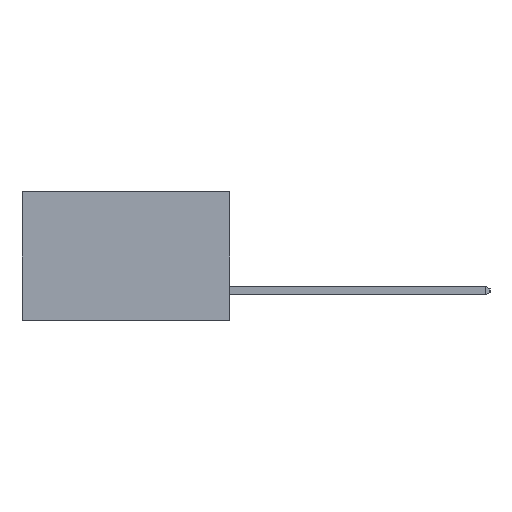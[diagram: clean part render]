
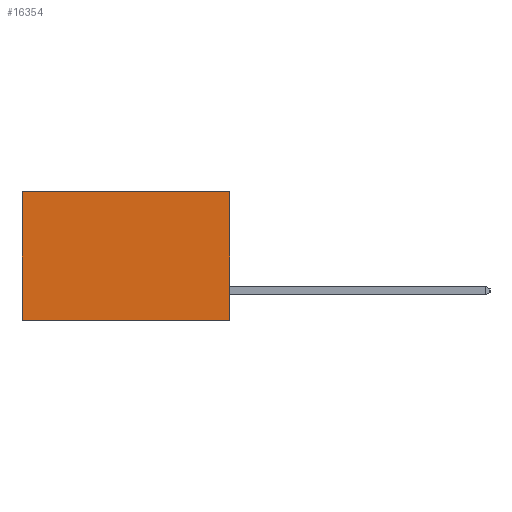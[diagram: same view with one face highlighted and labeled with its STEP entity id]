
A CAD part, left-side view. The second image highlights one B-rep face of the part: STEP entity #16354.
In plain terms, the highlighted planar face has unit normal (-1, 0, 0).
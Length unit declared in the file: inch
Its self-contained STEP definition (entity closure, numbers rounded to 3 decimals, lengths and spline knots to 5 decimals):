
#74 = CARTESIAN_POINT ( 'NONE',  ( 0.2615, 0.6, -0.37 ) ) ;
#286 = EDGE_CURVE ( 'NONE', #14198, #17326, #10809, .T. ) ;
#512 = DIRECTION ( 'NONE',  ( 0., 1., 0. ) ) ;
#1098 = DIRECTION ( 'NONE',  ( 0., 0., -1. ) ) ;
#1114 = DIRECTION ( 'NONE',  ( 1., 0., 0. ) ) ;
#1142 = CARTESIAN_POINT ( 'NONE',  ( 0.2615, 0., -0.37 ) ) ;
#1196 = PLANE ( 'NONE',  #3510 ) ;
#2596 = CARTESIAN_POINT ( 'NONE',  ( 0.2615, 0.6, 0. ) ) ;
#3510 = AXIS2_PLACEMENT_3D ( 'NONE', #1142, #1114, #1098 ) ;
#4478 = CARTESIAN_POINT ( 'NONE',  ( 0.2615, 0., -0.37 ) ) ;
#5951 = LINE ( 'NONE', #20939, #14156 ) ;
#6630 = VERTEX_POINT ( 'NONE', #7959 ) ;
#7959 = CARTESIAN_POINT ( 'NONE',  ( 0.2615, 0., 0. ) ) ;
#8100 = EDGE_CURVE ( 'NONE', #6630, #14198, #15000, .T. ) ;
#9945 = VECTOR ( 'NONE', #512, 39.37008 ) ;
#10448 = DIRECTION ( 'NONE',  ( 0., 1., 0. ) ) ;
#10484 = VECTOR ( 'NONE', #10448, 39.37008 ) ;
#10691 = CARTESIAN_POINT ( 'NONE',  ( 0.2615, 0., 0. ) ) ;
#10718 = DIRECTION ( 'NONE',  ( 0., 0., -1. ) ) ;
#10809 = LINE ( 'NONE', #18387, #14611 ) ;
#11192 = ORIENTED_EDGE ( 'NONE', *, *, #286, .T. ) ;
#11384 = ORIENTED_EDGE ( 'NONE', *, *, #20035, .F. ) ;
#12120 = CARTESIAN_POINT ( 'NONE',  ( 0.2615, 0., -0.37 ) ) ;
#12208 = FACE_OUTER_BOUND ( 'NONE', #18938, .T. ) ;
#14061 = ORIENTED_EDGE ( 'NONE', *, *, #17902, .F. ) ;
#14156 = VECTOR ( 'NONE', #20984, 39.37008 ) ;
#14198 = VERTEX_POINT ( 'NONE', #2596 ) ;
#14611 = VECTOR ( 'NONE', #10718, 39.37008 ) ;
#14739 = LINE ( 'NONE', #12120, #9945 ) ;
#15000 = LINE ( 'NONE', #10691, #10484 ) ;
#15550 = ORIENTED_EDGE ( 'NONE', *, *, #8100, .T. ) ;
#16354 = ADVANCED_FACE ( 'NONE', ( #12208 ), #1196, .F. ) ;
#17326 = VERTEX_POINT ( 'NONE', #74 ) ;
#17902 = EDGE_CURVE ( 'NONE', #6630, #20283, #5951, .T. ) ;
#18387 = CARTESIAN_POINT ( 'NONE',  ( 0.2615, 0.6, -0.37 ) ) ;
#18938 = EDGE_LOOP ( 'NONE', ( #11192, #11384, #14061, #15550 ) ) ;
#20035 = EDGE_CURVE ( 'NONE', #20283, #17326, #14739, .T. ) ;
#20283 = VERTEX_POINT ( 'NONE', #4478 ) ;
#20939 = CARTESIAN_POINT ( 'NONE',  ( 0.2615, 0., -0.37 ) ) ;
#20984 = DIRECTION ( 'NONE',  ( 0., 0., -1. ) ) ;
